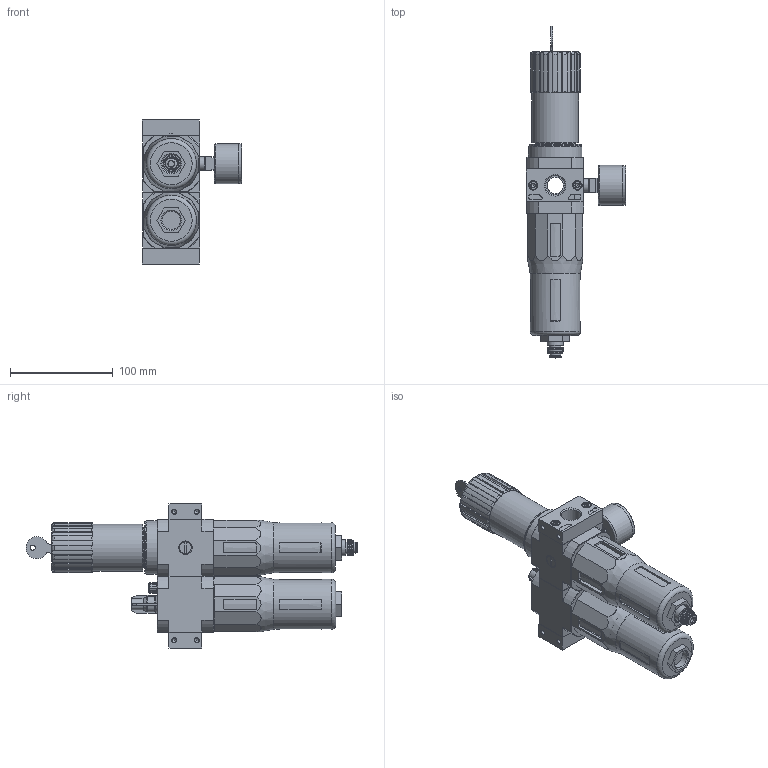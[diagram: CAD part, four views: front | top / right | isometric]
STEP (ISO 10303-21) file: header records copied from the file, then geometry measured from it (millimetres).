
FILE_DESCRIPTION(/* description */ ('STEP AP214'),/* implementation_level */ '2;1');
FILE_NAME(/* name */ '194913_FRCS-1_2-D-MIDI-A',/* time_stamp */ '2024-08-28T18:25:50+02:00',/* author */ ('License CC BY-ND 4.0'),/* organization */ ('CADENAS'),/* preprocessor_version */ 'ST-DEVELOPER v19.3',/* originating_system */ 'PARTsolutions',/* authorisation */ ' ');
FILE_SCHEMA (('AUTOMOTIVE_DESIGN {1 0 10303 214 3 1 1}'));
Length unit declared in the file: millimetre
Products named in the file (10): 194913 FRCS-1/2-D-MIDI-A; 380301 PBL-1/2-D-MIDI-L---(1) p1; DIN-912 - M5x18(F); 380303 PBL-1/2-D-MIDI-R---(0) p1; 646276 LFRS-D-MIDI-A; 8003639 PAGN-40-16-G14; 373846 LR-MIDI; 526489 MS4-LFR-V; 120536 LOE-D-MIDI; 351358 FRB-D-MIDI
Assembly tree (13 placements, depth 2):
  194913 FRCS-1/2-D-MIDI-A
    380301 PBL-1/2-D-MIDI-L---(1) p1
    DIN-912 - M5x18(F)  x4
    380303 PBL-1/2-D-MIDI-R---(0) p1
    646276 LFRS-D-MIDI-A
    8003639 PAGN-40-16-G14
    373846 LR-MIDI
    526489 MS4-LFR-V
    120536 LOE-D-MIDI
    351358 FRB-D-MIDI  x2
Bounding box: 96.35 x 322.72 x 140 mm (x, y, z)
Volume: 1011205.6 mm3; surface area: 167421 mm2
Topology: 13 solids, 14 shells, 946 faces, 2316 edges, 1470 vertices
Faces by surface type: plane 481, cylinder 244, cone 148, torus 73
Full cylindrical faces by diameter (mm): 3.2 x1, 3.6 x1, 3.7 x2, 3.8 x1, 4.134 x10, 5 x6, 5.1 x1, 5.8 x1, 6 x1, 6.3 x1, 7 x2, 8.5 x4, 8.7 x1, 9.6 x1, 10 x1, 11 x2, 11.2 x1, 11.4 x1, 11.445 x2, 11.6 x1, 11.8 x1, 13.157 x2, 15.8 x1, 16 x1, 16.4 x1, 18 x2, 18.631 x2, 18.7 x1, 24.9 x1, 26.4 x2
Entity records: 30107 total; most frequent: CARTESIAN_POINT 5734, DIRECTION 3939, ORIENTED_EDGE 3906, EDGE_CURVE 1953, AXIS2_PLACEMENT_3D 1534, VERTEX_POINT 1351, FACE_BOUND 1144, EDGE_LOOP 1138
